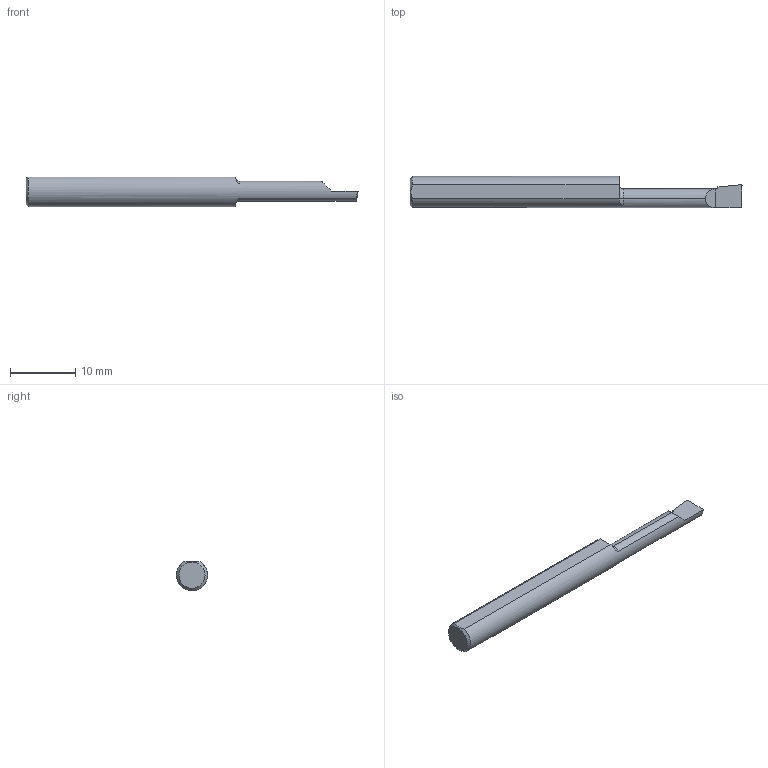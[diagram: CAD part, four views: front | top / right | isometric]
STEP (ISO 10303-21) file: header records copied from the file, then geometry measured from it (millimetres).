
FILE_DESCRIPTION (( 'STEP AP214' ), '1' );
FILE_NAME ('B140700R.STEP', '2020-05-08T22:41:05', ( '' ), ( '' ), 'SwSTEP 2.0', 'SolidWorks 2018', '' );
FILE_SCHEMA (( 'AUTOMOTIVE_DESIGN' ));
Length unit declared in the file: inch
Products named in the file (1): B140700R
Bounding box: 50.8 x 4.75 x 4.5 mm (x, y, z)
Volume: 672.1 mm3; surface area: 674.7 mm2
Topology: 1 solids, 1 shells, 21 faces, 54 edges, 35 vertices
Faces by surface type: plane 10, cylinder 6, torus 3, cone 2
Entity records: 706 total; most frequent: CARTESIAN_POINT 182, ORIENTED_EDGE 108, DIRECTION 94, EDGE_CURVE 54, VERTEX_POINT 35, AXIS2_PLACEMENT_3D 34, LINE 26, VECTOR 26
